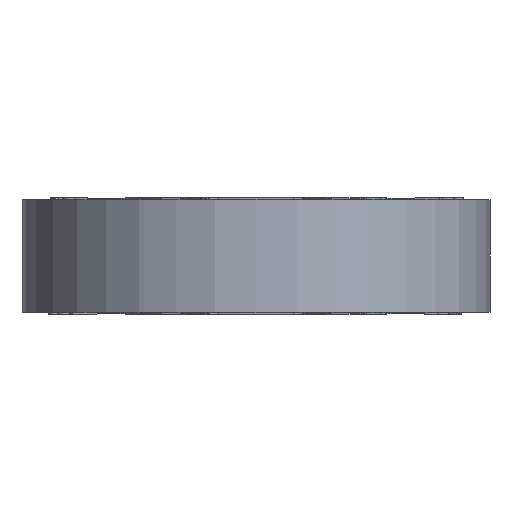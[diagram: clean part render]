
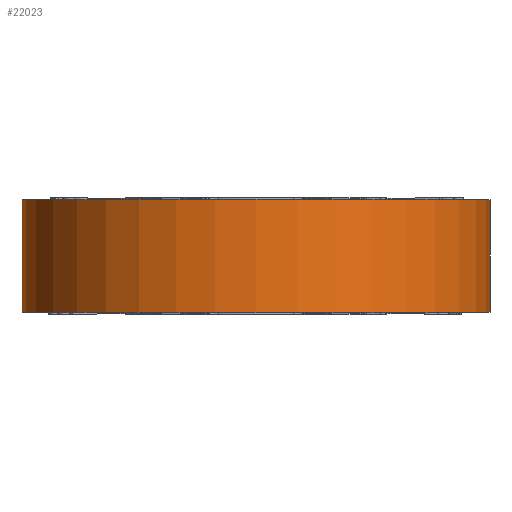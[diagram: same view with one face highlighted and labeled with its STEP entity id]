
A CAD part, front view. The second image highlights one B-rep face of the part: STEP entity #22023.
In plain terms, the highlighted cylindrical face has radius 25.4 mm (diameter 50.8 mm), a partial arc.
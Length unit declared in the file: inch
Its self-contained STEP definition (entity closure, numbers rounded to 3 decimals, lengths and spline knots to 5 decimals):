
#2967 = CARTESIAN_POINT ( 'NONE',  ( 1., 0., 0.24018 ) ) ;
#3906 = ORIENTED_EDGE ( 'NONE', *, *, #23465, .F. ) ;
#7761 = DIRECTION ( 'NONE',  ( 0., 0., -1. ) ) ;
#8320 = AXIS2_PLACEMENT_3D ( 'NONE', #24785, #11812, #31632 ) ;
#9175 = CIRCLE ( 'NONE', #18292, 1. ) ;
#11093 = DIRECTION ( 'NONE',  ( -1., 0., 0. ) ) ;
#11350 = ORIENTED_EDGE ( 'NONE', *, *, #18783, .F. ) ;
#11812 = DIRECTION ( 'NONE',  ( 0., 0., 1. ) ) ;
#11966 = CARTESIAN_POINT ( 'NONE',  ( -1., 0., 0.25 ) ) ;
#14374 = CARTESIAN_POINT ( 'NONE',  ( 0., 0., -0.24018 ) ) ;
#15104 = EDGE_LOOP ( 'NONE', ( #29668, #11350, #32950, #3906 ) ) ;
#16175 = AXIS2_PLACEMENT_3D ( 'NONE', #40862, #27590, #11093 ) ;
#16507 = EDGE_CURVE ( 'NONE', #41684, #24555, #23099, .T. ) ;
#18218 = VECTOR ( 'NONE', #25724, 39.37008 ) ;
#18292 = AXIS2_PLACEMENT_3D ( 'NONE', #14374, #7761, #34622 ) ;
#18783 = EDGE_CURVE ( 'NONE', #29689, #41684, #25175, .T. ) ;
#19265 = CARTESIAN_POINT ( 'NONE',  ( -1., 0., 0.24018 ) ) ;
#20334 = FACE_OUTER_BOUND ( 'NONE', #15104, .T. ) ;
#22023 = ADVANCED_FACE ( 'NONE', ( #20334 ), #34213, .T. ) ;
#23099 = LINE ( 'NONE', #32145, #18218 ) ;
#23465 = EDGE_CURVE ( 'NONE', #24555, #33932, #9175, .T. ) ;
#24555 = VERTEX_POINT ( 'NONE', #40358 ) ;
#24785 = CARTESIAN_POINT ( 'NONE',  ( 0., 0., 0.24018 ) ) ;
#25175 = CIRCLE ( 'NONE', #8320, 1. ) ;
#25724 = DIRECTION ( 'NONE',  ( 0., 0., -1. ) ) ;
#27590 = DIRECTION ( 'NONE',  ( 0., 0., -1. ) ) ;
#29668 = ORIENTED_EDGE ( 'NONE', *, *, #16507, .F. ) ;
#29689 = VERTEX_POINT ( 'NONE', #19265 ) ;
#31632 = DIRECTION ( 'NONE',  ( 1., 0., 0. ) ) ;
#32145 = CARTESIAN_POINT ( 'NONE',  ( 1., 0., 0.25 ) ) ;
#32950 = ORIENTED_EDGE ( 'NONE', *, *, #37245, .T. ) ;
#33932 = VERTEX_POINT ( 'NONE', #42380 ) ;
#34213 = CYLINDRICAL_SURFACE ( 'NONE', #16175, 1. ) ;
#34622 = DIRECTION ( 'NONE',  ( -1., 0., 0. ) ) ;
#36761 = VECTOR ( 'NONE', #43020, 39.37008 ) ;
#37245 = EDGE_CURVE ( 'NONE', #29689, #33932, #42156, .T. ) ;
#40358 = CARTESIAN_POINT ( 'NONE',  ( 1., 0., -0.24018 ) ) ;
#40862 = CARTESIAN_POINT ( 'NONE',  ( 0., 0., 0.25 ) ) ;
#41684 = VERTEX_POINT ( 'NONE', #2967 ) ;
#42156 = LINE ( 'NONE', #11966, #36761 ) ;
#42380 = CARTESIAN_POINT ( 'NONE',  ( -1., 0., -0.24018 ) ) ;
#43020 = DIRECTION ( 'NONE',  ( 0., 0., -1. ) ) ;
